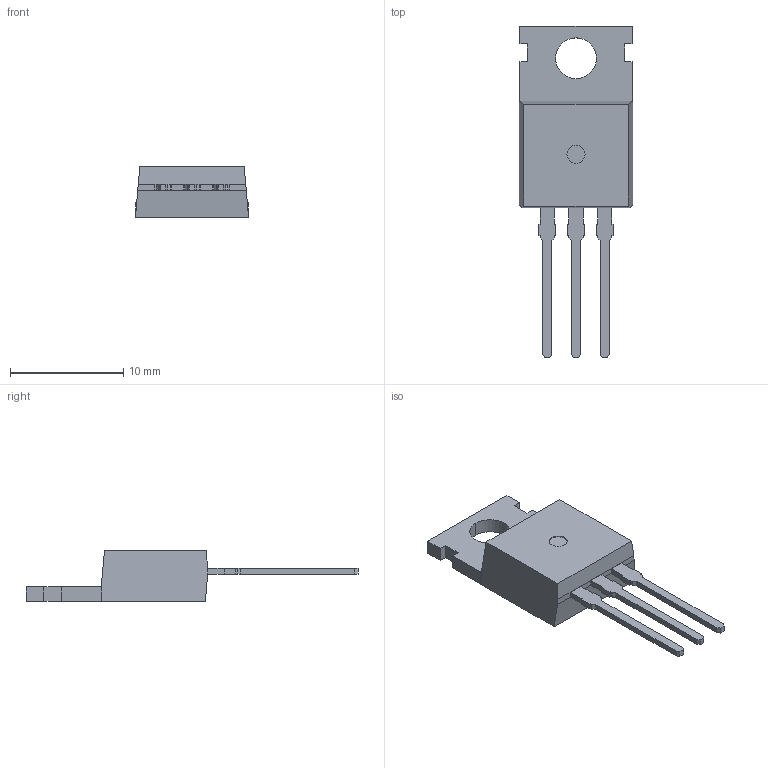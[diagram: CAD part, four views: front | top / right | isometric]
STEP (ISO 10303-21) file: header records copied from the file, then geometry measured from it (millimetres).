
FILE_DESCRIPTION (( 'STEP AP214' ), '1' );
FILE_NAME ('FQP44N10.STEP', '2021-09-17T19:01:22', ( '' ), ( '' ), 'SwSTEP 2.0', 'SolidWorks 2017', '' );
FILE_SCHEMA (( 'AUTOMOTIVE_DESIGN' ));
Length unit declared in the file: millimetre
Products named in the file (1): FQP44N10
Bounding box: 10 x 29.33 x 4.5 mm (x, y, z)
Volume: 487.2 mm3; surface area: 735 mm2
Topology: 5 solids, 5 shells, 97 faces, 256 edges, 170 vertices
Faces by surface type: plane 93, cylinder 4
Entity records: 3016 total; most frequent: CARTESIAN_POINT 524, ORIENTED_EDGE 512, DIRECTION 460, EDGE_CURVE 256, LINE 248, VECTOR 248, VERTEX_POINT 170, AXIS2_PLACEMENT_3D 106
